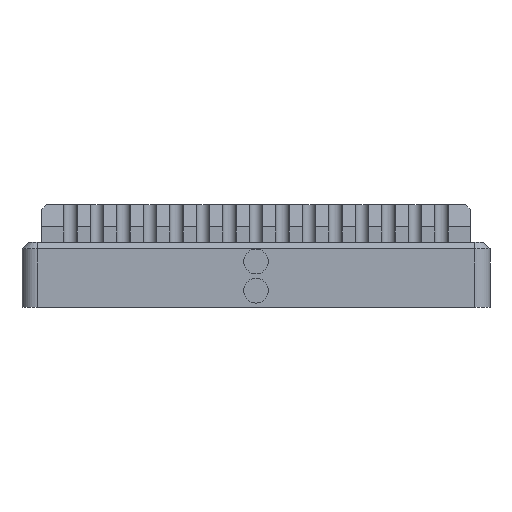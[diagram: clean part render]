
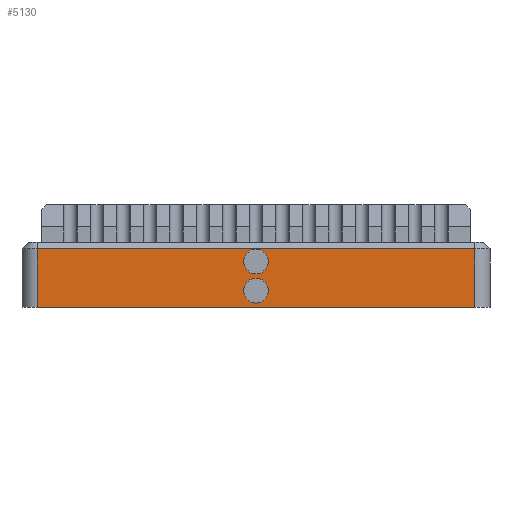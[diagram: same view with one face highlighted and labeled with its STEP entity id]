
A CAD part, front view. The second image highlights one B-rep face of the part: STEP entity #5130.
In plain terms, the highlighted planar face has unit normal (0, -1, 0).
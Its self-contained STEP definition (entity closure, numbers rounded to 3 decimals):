
#15=FACE_BOUND('',#611,.T.);
#16=FACE_BOUND('',#612,.T.);
#80=PLANE('',#5525);
#333=FACE_OUTER_BOUND('',#610,.T.);
#610=EDGE_LOOP('',(#4017,#4018,#4019,#4020));
#611=EDGE_LOOP('',(#4021));
#612=EDGE_LOOP('',(#4022));
#919=CIRCLE('',#5438,2.8);
#921=CIRCLE('',#5442,2.8);
#1227=LINE('',#10728,#1776);
#1240=LINE('',#10765,#1789);
#1241=LINE('',#10769,#1790);
#1242=LINE('',#10770,#1791);
#1776=VECTOR('',#6356,10.);
#1789=VECTOR('',#6393,10.);
#1790=VECTOR('',#6398,10.);
#1791=VECTOR('',#6399,10.);
#2257=VERTEX_POINT('',#10370);
#2259=VERTEX_POINT('',#10377);
#2412=VERTEX_POINT('',#10718);
#2414=VERTEX_POINT('',#10724);
#2427=VERTEX_POINT('',#10764);
#2428=VERTEX_POINT('',#10768);
#2844=EDGE_CURVE('',#2257,#2257,#919,.T.);
#2847=EDGE_CURVE('',#2259,#2259,#921,.T.);
#3017=EDGE_CURVE('',#2412,#2414,#1227,.T.);
#3035=EDGE_CURVE('',#2414,#2427,#1240,.T.);
#3037=EDGE_CURVE('',#2428,#2412,#1241,.T.);
#3038=EDGE_CURVE('',#2428,#2427,#1242,.T.);
#4017=ORIENTED_EDGE('',*,*,#3017,.F.);
#4018=ORIENTED_EDGE('',*,*,#3037,.F.);
#4019=ORIENTED_EDGE('',*,*,#3038,.T.);
#4020=ORIENTED_EDGE('',*,*,#3035,.F.);
#4021=ORIENTED_EDGE('',*,*,#2844,.T.);
#4022=ORIENTED_EDGE('',*,*,#2847,.T.);
#5130=ADVANCED_FACE('',(#333,#15,#16),#80,.T.);
#5438=AXIS2_PLACEMENT_3D('',#10372,#6084,#6085);
#5442=AXIS2_PLACEMENT_3D('',#10379,#6093,#6094);
#5525=AXIS2_PLACEMENT_3D('',#10767,#6396,#6397);
#6084=DIRECTION('center_axis',(0.,1.,0.));
#6085=DIRECTION('ref_axis',(1.,0.,0.));
#6093=DIRECTION('center_axis',(0.,1.,0.));
#6094=DIRECTION('ref_axis',(1.,0.,0.));
#6356=DIRECTION('',(1.,0.,0.));
#6393=DIRECTION('',(0.,0.,-1.));
#6396=DIRECTION('center_axis',(0.,-1.,0.));
#6397=DIRECTION('ref_axis',(1.,0.,0.));
#6398=DIRECTION('',(0.,0.,1.));
#6399=DIRECTION('',(1.,0.,0.));
#10370=CARTESIAN_POINT('',(-2.8,-35.5,10.35));
#10372=CARTESIAN_POINT('Origin',(0.,-35.5,10.35));
#10377=CARTESIAN_POINT('',(-2.8,-35.5,3.75));
#10379=CARTESIAN_POINT('Origin',(0.,-35.5,3.75));
#10718=CARTESIAN_POINT('',(-49.5,-35.5,13.2));
#10724=CARTESIAN_POINT('',(49.5,-35.5,13.2));
#10728=CARTESIAN_POINT('',(-26.5,-35.5,13.2));
#10764=CARTESIAN_POINT('',(49.5,-35.5,0.));
#10765=CARTESIAN_POINT('',(49.5,-35.5,0.));
#10767=CARTESIAN_POINT('Origin',(-53.,-35.5,0.));
#10768=CARTESIAN_POINT('',(-49.5,-35.5,0.));
#10769=CARTESIAN_POINT('',(-49.5,-35.5,0.));
#10770=CARTESIAN_POINT('',(-53.,-35.5,0.));
